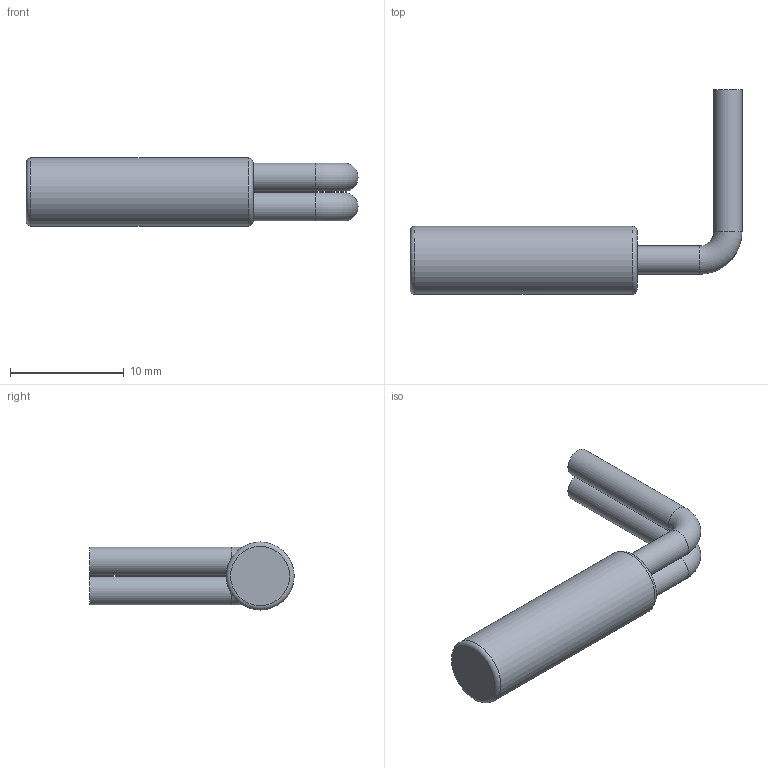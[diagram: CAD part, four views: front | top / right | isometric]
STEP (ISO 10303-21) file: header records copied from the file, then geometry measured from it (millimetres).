
FILE_DESCRIPTION(/* description */ (''),/* implementation_level */ '2;1');
FILE_NAME(/* name */ 'grzalka.stp',/* time_stamp */ '2021-08-09T07:33:11+02:00',/* author */ ('szymo'),/* organization */ (''),/* preprocessor_version */ 'ST-DEVELOPER v18.1',/* originating_system */ 'Autodesk Inventor 2020',/* authorisation */ '');
FILE_SCHEMA (('AUTOMOTIVE_DESIGN { 1 0 10303 214 3 1 1 }'));
Length unit declared in the file: millimetre
Products named in the file (1): heat_block
Bounding box: 29.25 x 18 x 6 mm (x, y, z)
Volume: 779.5 mm3; surface area: 771.4 mm2
Topology: 1 solids, 1 shells, 13 faces, 33 edges, 24 vertices
Faces by surface type: cylinder 5, torus 4, plane 4
Full cylindrical faces by diameter (mm): 2.5 x4, 6 x1
Entity records: 504 total; most frequent: DIRECTION 89, CARTESIAN_POINT 71, ORIENTED_EDGE 66, AXIS2_PLACEMENT_3D 42, EDGE_CURVE 33, CIRCLE 28, VERTEX_POINT 24, EDGE_LOOP 15
